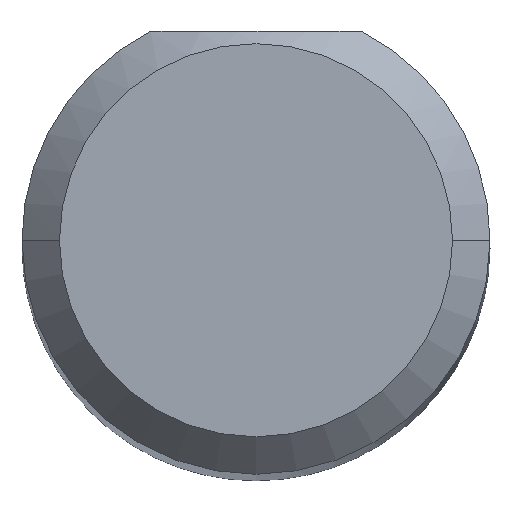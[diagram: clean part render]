
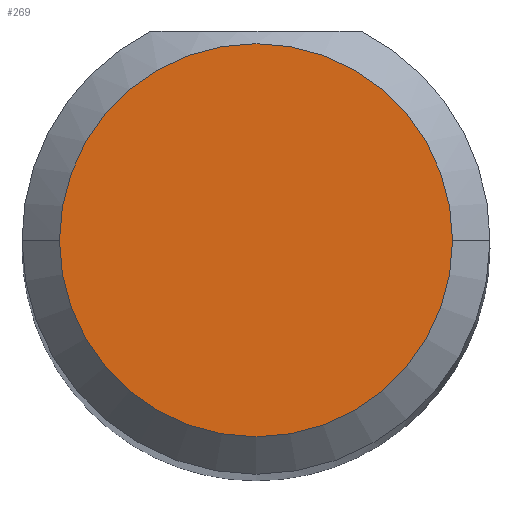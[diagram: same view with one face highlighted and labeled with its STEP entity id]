
A CAD part, top view. The second image highlights one B-rep face of the part: STEP entity #269.
In plain terms, the highlighted planar face has unit normal (0, 0, 1).
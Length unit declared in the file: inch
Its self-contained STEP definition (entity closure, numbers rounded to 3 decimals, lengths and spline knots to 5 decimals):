
#72 = EDGE_CURVE ( 'NONE', #201, #86, #193, .T. ) ;
#86 = VERTEX_POINT ( 'NONE', #237 ) ;
#105 = EDGE_CURVE ( 'NONE', #86, #201, #398, .T. ) ;
#122 = DIRECTION ( 'NONE',  ( 1., 0., 0. ) ) ;
#131 = CARTESIAN_POINT ( 'NONE',  ( 0., 0., 2. ) ) ;
#133 = CARTESIAN_POINT ( 'NONE',  ( 0.07875, 0., 2. ) ) ;
#178 = DIRECTION ( 'NONE',  ( 0., 0., 1. ) ) ;
#193 = CIRCLE ( 'NONE', #418, 0.07875 ) ;
#201 = VERTEX_POINT ( 'NONE', #133 ) ;
#227 = AXIS2_PLACEMENT_3D ( 'NONE', #405, #244, #247 ) ;
#237 = CARTESIAN_POINT ( 'NONE',  ( -0.07875, 0., 2. ) ) ;
#244 = DIRECTION ( 'NONE',  ( 0., 0., 1. ) ) ;
#247 = DIRECTION ( 'NONE',  ( 1., 0., 0. ) ) ;
#254 = EDGE_LOOP ( 'NONE', ( #641, #702 ) ) ;
#269 = ADVANCED_FACE ( 'NONE', ( #522 ), #304, .T. ) ;
#304 = PLANE ( 'NONE',  #227 ) ;
#345 = DIRECTION ( 'NONE',  ( 1., 0., 0. ) ) ;
#350 = DIRECTION ( 'NONE',  ( 0., 0., 1. ) ) ;
#398 = CIRCLE ( 'NONE', #514, 0.07875 ) ;
#405 = CARTESIAN_POINT ( 'NONE',  ( 0., 0., 2. ) ) ;
#418 = AXIS2_PLACEMENT_3D ( 'NONE', #508, #178, #122 ) ;
#508 = CARTESIAN_POINT ( 'NONE',  ( 0., 0., 2. ) ) ;
#514 = AXIS2_PLACEMENT_3D ( 'NONE', #131, #350, #345 ) ;
#522 = FACE_OUTER_BOUND ( 'NONE', #254, .T. ) ;
#641 = ORIENTED_EDGE ( 'NONE', *, *, #105, .T. ) ;
#702 = ORIENTED_EDGE ( 'NONE', *, *, #72, .T. ) ;
